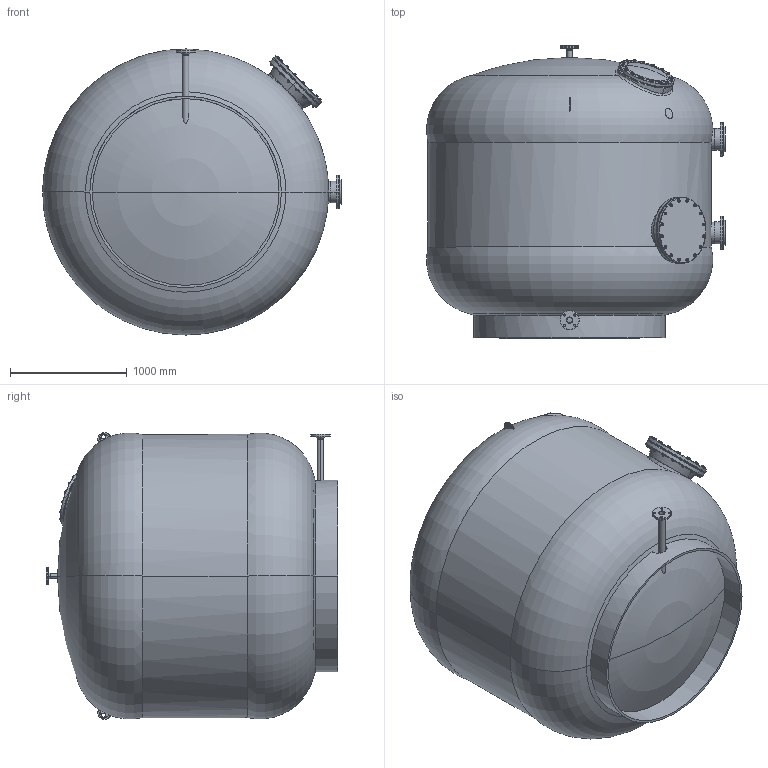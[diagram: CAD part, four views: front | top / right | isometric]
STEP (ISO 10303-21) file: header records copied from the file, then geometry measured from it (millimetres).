
FILE_DESCRIPTION (( 'STEP AP214' ), '1' );
FILE_NAME ('adriatic240c.STEP', '2020-11-04T10:28:40', ( '' ), ( '' ), 'SwSTEP 2.0', 'SolidWorks 2019', '' );
FILE_SCHEMA (( 'AUTOMOTIVE_DESIGN' ));
Length unit declared in the file: millimetre
Products named in the file (1): adriatic240c
Bounding box: 2557.07 x 2499.76 x 2457.4 mm (x, y, z)
Surface area: 49190215.7 mm2 (no closed solid volume)
Topology: 0 solids, 132 shells, 1925 faces, 4271 edges, 2614 vertices
Faces by surface type: cylinder 625, cone 621, plane 584, torus 79, sphere 8, bspline 8
Entity records: 102997 total; most frequent: CARTESIAN_POINT 39182, DIRECTION 8440, ORIENTED_EDGE 8394, EDGE_CURVE 4229, AXIS2_PLACEMENT_3D 3630, VERTEX_POINT 2612, EDGE_LOOP 2321, UNCERTAINTY_MEASURE_WITH_UNIT 2043
